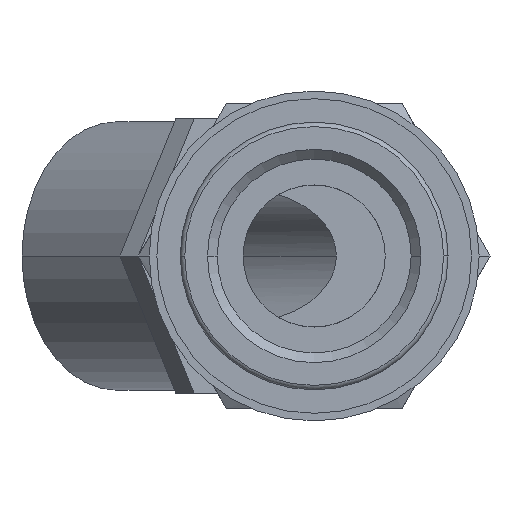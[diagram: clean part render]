
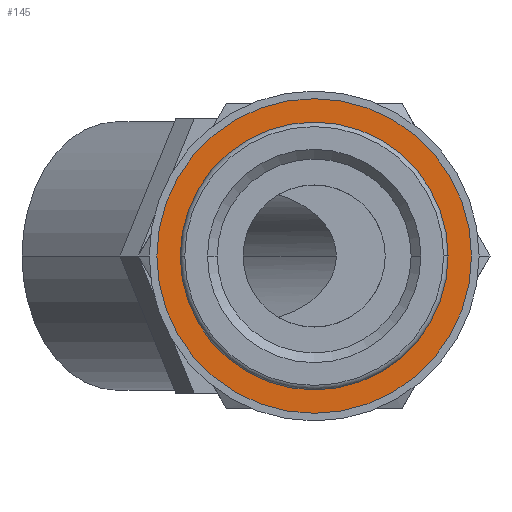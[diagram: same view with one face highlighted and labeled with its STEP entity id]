
A CAD part, front view. The second image highlights one B-rep face of the part: STEP entity #145.
In plain terms, the highlighted planar face has unit normal (0, -1, 0).
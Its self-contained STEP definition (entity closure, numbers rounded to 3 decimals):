
#145=ADVANCED_FACE('',(#337,#338),#339,.T.);
#337=FACE_BOUND('',#582,.T.);
#338=FACE_OUTER_BOUND('',#583,.T.);
#339=PLANE('',#584);
#582=EDGE_LOOP('',(#933,#934));
#583=EDGE_LOOP('',(#935,#936));
#584=AXIS2_PLACEMENT_3D('',#937,#938,#939);
#933=ORIENTED_EDGE('',*,*,#1461,.T.);
#934=ORIENTED_EDGE('',*,*,#1476,.T.);
#935=ORIENTED_EDGE('',*,*,#1477,.F.);
#936=ORIENTED_EDGE('',*,*,#1458,.F.);
#937=CARTESIAN_POINT('',(7.75,6.3,0.0));
#938=DIRECTION('',(-0.0,-1.0,-0.0));
#939=DIRECTION('',(-1.0,0.0,0.0));
#1458=EDGE_CURVE('',#1751,#1746,#1753,.T.);
#1461=EDGE_CURVE('',#1757,#1755,#1758,.T.);
#1476=EDGE_CURVE('',#1755,#1757,#1780,.T.);
#1477=EDGE_CURVE('',#1746,#1751,#1781,.T.);
#1746=VERTEX_POINT('',#2270);
#1751=VERTEX_POINT('',#2276);
#1753=CIRCLE('',#2279,15.5);
#1755=VERTEX_POINT('',#2281);
#1757=VERTEX_POINT('',#2284);
#1758=CIRCLE('',#2285,12.75);
#1780=CIRCLE('',#2319,12.75);
#1781=CIRCLE('',#2320,15.5);
#2270=CARTESIAN_POINT('',(15.5,6.3,0.0));
#2276=CARTESIAN_POINT('',(-15.5,6.3,0.));
#2279=AXIS2_PLACEMENT_3D('',#2808,#2809,#2810);
#2281=CARTESIAN_POINT('',(12.75,6.3,0.));
#2284=CARTESIAN_POINT('',(-12.75,6.3,0.));
#2285=AXIS2_PLACEMENT_3D('',#2812,#2813,#2814);
#2319=AXIS2_PLACEMENT_3D('',#2840,#2841,#2842);
#2320=AXIS2_PLACEMENT_3D('',#2843,#2844,#2845);
#2808=CARTESIAN_POINT('',(0.0,6.3,0.0));
#2809=DIRECTION('',(-0.0,1.0,0.0));
#2810=DIRECTION('',(1.0,0.0,0.0));
#2812=CARTESIAN_POINT('',(0.0,6.3,0.0));
#2813=DIRECTION('',(-0.0,1.0,0.0));
#2814=DIRECTION('',(1.0,0.0,0.0));
#2840=CARTESIAN_POINT('',(0.0,6.3,0.0));
#2841=DIRECTION('',(-0.0,1.0,0.0));
#2842=DIRECTION('',(1.0,0.0,0.0));
#2843=CARTESIAN_POINT('',(0.0,6.3,0.0));
#2844=DIRECTION('',(-0.0,1.0,0.0));
#2845=DIRECTION('',(1.0,0.0,0.0));
